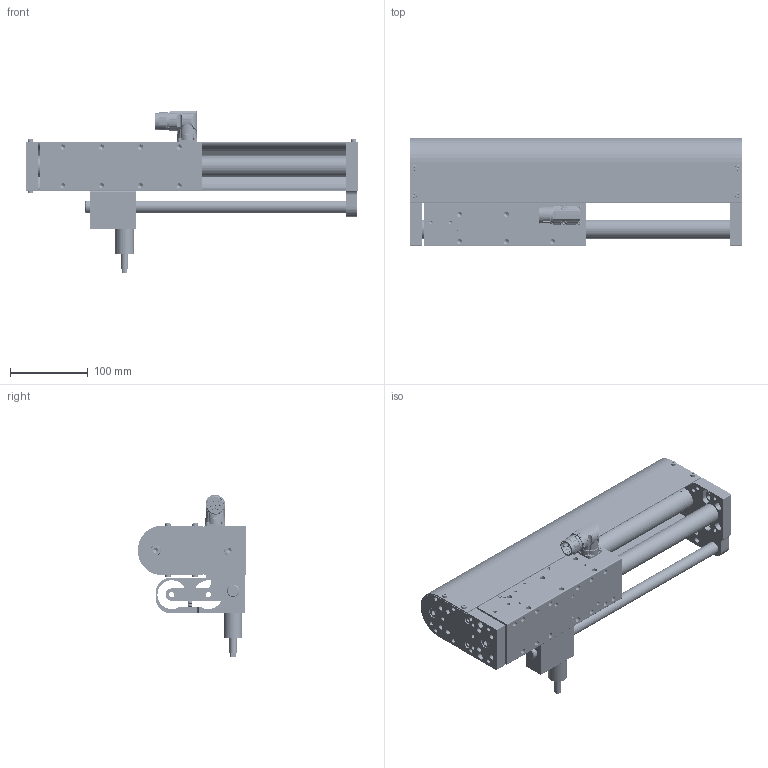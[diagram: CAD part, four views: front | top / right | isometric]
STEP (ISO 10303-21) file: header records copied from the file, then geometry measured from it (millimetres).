
FILE_DESCRIPTION (( 'STEP AP214' ), '1' );
FILE_NAME ('0186-1096_250115_DM01-48x150G-HP-C-185_CS01_BK01.STEP', '2025-01-15T12:28:17', ( '' ), ( '' ), 'SwSTEP 2.0', 'SolidWorks 2024', '' );
FILE_SCHEMA (( 'AUTOMOTIVE_DESIGN' ));
Length unit declared in the file: millimetre
Products named in the file (28): 0180-1654_MF01k-37-2; 0150-3133_PAW01-28_PAW01-28; 0180-1842_DM01k-48-H; 0230-1198_Gew.-Stift_I-6kt_K-k_M6x6_v-b; 0230-0246_Zyl.-Schr._I-6kt_M8x20_8.8_v-b; 0230-0164_Gew.-Stift_I-6kt_Zpf_M4x6_schwarz; PL01-28x...-HP-SF_PL01-28x410!360-HP-SF; 0230-0649__Gew.-Stift_I-6kt_R-sch_M6x12_v-b; 0186-1096_250115_DM01-48x150G-HP-C-185_CS01_BK01; 0180-1653_DM01k-48-MagSpring; 0230-0488_Zyl.-Schr._I-6kt_M8x25_8.8_v-b; 0180-1460_DAG01k-48h; 0180-1300_D01k-48x...-AD_D01k-48x427-AD; 0180-1651_FB01-16x..._FB01-16x337; 0150-5098_HB01-48; 0150-3081_MC01-Cw!m_GANZ; 147522_1; 0180-1461_DAG01k-48v; 0230-0659_Linearkugellager_LBBR 25-LS; 0160-0650_Lins.-Schr_I-6rd_M2.5x6_INOX; 0230-0128_Linearkugellager_LBBR 16-LS; DM01h-PS01-48x150G-HP-C-CS01_STANDARD; DL01k-25-15.6x...-M18x1.5_DL01k-25-15,6x402-M18x1.5; 123742; 0230-0221_Zyl.-Schr_I-6kt_n-K_M6x16_8.8_v-b; 0230-0653_Zyl.-Schr._I-6kt_n-K_M10x25_8.8_v-b; 0230-0384_Zyl.-Schr_I-6kt_n-K_M4x8_8.8_v-b; DSB01k-48x209-CS01_0180-1296_DSB01k-48x209
Assembly tree (55 placements, depth 4):
  0186-1096_250115_DM01-48x150G-HP-C-185_CS01_BK01
    DM01h-PS01-48x150G-HP-C-CS01_STANDARD
      DSB01k-48x209-CS01_0180-1296_DSB01k-48x209
      0230-0659_Linearkugellager_LBBR 25-LS  x4
      0180-1461_DAG01k-48v
      0150-3133_PAW01-28_PAW01-28  x2
      0180-1460_DAG01k-48h
      0150-3081_MC01-Cw!m_GANZ
        123742
        147522_1
      0160-0650_Lins.-Schr_I-6rd_M2.5x6_INOX  x4
      0230-0649__Gew.-Stift_I-6kt_R-sch_M6x12_v-b  x4
      0230-0164_Gew.-Stift_I-6kt_Zpf_M4x6_schwarz  x2
      0230-1198_Gew.-Stift_I-6kt_K-k_M6x6_v-b  x4
    PL01-28x...-HP-SF_PL01-28x410!360-HP-SF
    DL01k-25-15.6x...-M18x1.5_DL01k-25-15,6x402-M18x1.5  x2
    0180-1653_DM01k-48-MagSpring
    0180-1842_DM01k-48-H
    0230-0488_Zyl.-Schr._I-6kt_M8x25_8.8_v-b  x4
    0230-0653_Zyl.-Schr._I-6kt_n-K_M10x25_8.8_v-b
    0180-1300_D01k-48x...-AD_D01k-48x427-AD
    0230-0384_Zyl.-Schr_I-6kt_n-K_M4x8_8.8_v-b  x8
    0180-1654_MF01k-37-2
    0230-0128_Linearkugellager_LBBR 16-LS
    0150-5098_HB01-48
    0230-0221_Zyl.-Schr_I-6kt_n-K_M6x16_8.8_v-b  x4
    0180-1651_FB01-16x..._FB01-16x337
    0230-0246_Zyl.-Schr._I-6kt_M8x20_8.8_v-b
Bounding box: 428 x 140 x 209.12 mm (x, y, z)
Volume: 2516664.6 mm3; surface area: 657793.4 mm2
Topology: 60 solids, 60 shells, 3111 faces, 7367 edges, 4505 vertices
Faces by surface type: plane 1108, cylinder 1069, cone 838, torus 51, bspline 45
Full cylindrical faces by diameter (mm): 1 x10, 1.2 x5, 1.5 x5, 1.8 x5, 2 x8, 2.05 x4, 2.5 x48, 2.6 x4, 2.7 x4, 2.8 x5, 2.9 x4, 3 x1, 3.3 x11, 4 x84, 4.2 x4, 4.5 x4, 4.8 x8, 5 x45, 6 x126, 6.4 x4, 6.6 x16, 6.8 x17, 7 x8, 8 x90, 8.4 x8, 8.5 x6, 9 x5, 9.73 x1, 10 x24, 10.5 x9
Entity records: 76029 total; most frequent: CARTESIAN_POINT 23313, DIRECTION 7900, ORIENTED_EDGE 7430, EDGE_CURVE 3715, AXIS2_PLACEMENT_3D 3150, EDGE_LOOP 2854, VERTEX_POINT 2745, FACE_OUTER_BOUND 2236
